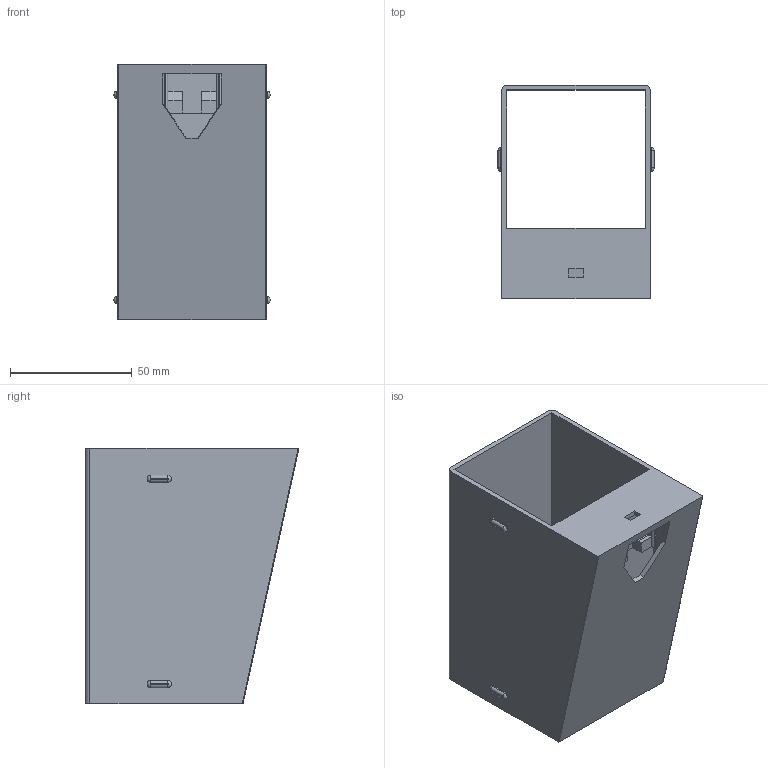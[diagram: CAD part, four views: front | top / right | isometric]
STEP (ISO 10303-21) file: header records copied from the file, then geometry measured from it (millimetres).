
FILE_DESCRIPTION(('FreeCAD Model'),'2;1');
FILE_NAME('Open CASCADE Shape Model','2024-05-03T14:56:28',(''),(''), 'Open CASCADE STEP processor 7.7','FreeCAD','Unknown');
FILE_SCHEMA(('AP242_MANAGED_MODEL_BASED_3D_ENGINEERING_MIM_LF. {1 0 10303 442 1 1 4 }'));
Length unit declared in the file: millimetre
Products named in the file (1): shell
Bounding box: 64.2 x 88 x 105 mm (x, y, z)
Volume: 67933.1 mm3; surface area: 68292 mm2
Topology: 1 solids, 1 shells, 93 faces, 244 edges, 158 vertices
Faces by surface type: plane 57, cylinder 18, bspline 6, cone 6, revolution 6
Entity records: 6765 total; most frequent: CARTESIAN_POINT 1961, DIRECTION 848, LINE 549, VECTOR 549, ORIENTED_EDGE 488, PCURVE 488, DEFINITIONAL_REPRESENTATION 488, EDGE_CURVE 244
